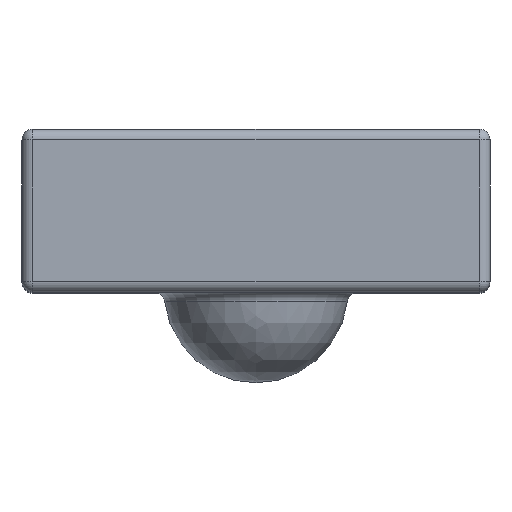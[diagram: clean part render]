
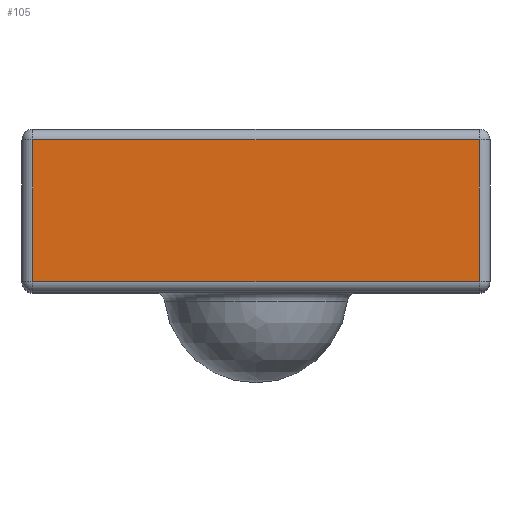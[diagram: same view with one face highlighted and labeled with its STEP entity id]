
A CAD part, top view. The second image highlights one B-rep face of the part: STEP entity #105.
In plain terms, the highlighted planar face has unit normal (0, 0, 1).
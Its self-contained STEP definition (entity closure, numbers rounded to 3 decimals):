
#105=ADVANCED_FACE('',(#605),#607,.T.);
#605=FACE_BOUND('',#606,.T.);
#606=EDGE_LOOP('',(#988,#989,#990,#991));
#607=PLANE('',#608);
#608=AXIS2_PLACEMENT_3D('',#609,#610,#611);
#609=CARTESIAN_POINT('',(-2.225,-0.775,7.1));
#610=DIRECTION('',(0.,-0.,1.));
#611=DIRECTION('',(1.,0.,0.));
#988=ORIENTED_EDGE('',*,*,#1232,.T.);
#989=ORIENTED_EDGE('',*,*,#1233,.T.);
#990=ORIENTED_EDGE('',*,*,#1234,.F.);
#991=ORIENTED_EDGE('',*,*,#1235,.F.);
#1232=EDGE_CURVE('',#1364,#1365,#1366,.T.);
#1233=EDGE_CURVE('',#1365,#1367,#1368,.T.);
#1234=EDGE_CURVE('',#1369,#1367,#1370,.T.);
#1235=EDGE_CURVE('',#1364,#1369,#1371,.T.);
#1364=VERTEX_POINT('',#1582);
#1365=VERTEX_POINT('',#1583);
#1366=LINE('',#1584,#1585);
#1367=VERTEX_POINT('',#1587);
#1368=LINE('',#1588,#1589);
#1369=VERTEX_POINT('',#1591);
#1370=LINE('',#1592,#1593);
#1371=LINE('',#1595,#1596);
#1582=CARTESIAN_POINT('',(-2.125,-0.675,7.1));
#1583=CARTESIAN_POINT('',(2.125,-0.675,7.1));
#1584=CARTESIAN_POINT('',(-2.125,-0.675,7.1));
#1585=VECTOR('',#1586,1.);
#1586=DIRECTION('',(1.,0.,0.));
#1587=CARTESIAN_POINT('',(2.125,0.675,7.1));
#1588=CARTESIAN_POINT('',(2.125,-0.675,7.1));
#1589=VECTOR('',#1590,1.);
#1590=DIRECTION('',(0.,1.,0.));
#1591=CARTESIAN_POINT('',(-2.125,0.675,7.1));
#1592=CARTESIAN_POINT('',(-2.125,0.675,7.1));
#1593=VECTOR('',#1594,1.);
#1594=DIRECTION('',(1.,0.,0.));
#1595=CARTESIAN_POINT('',(-2.125,-0.675,7.1));
#1596=VECTOR('',#1597,1.);
#1597=DIRECTION('',(0.,1.,0.));
